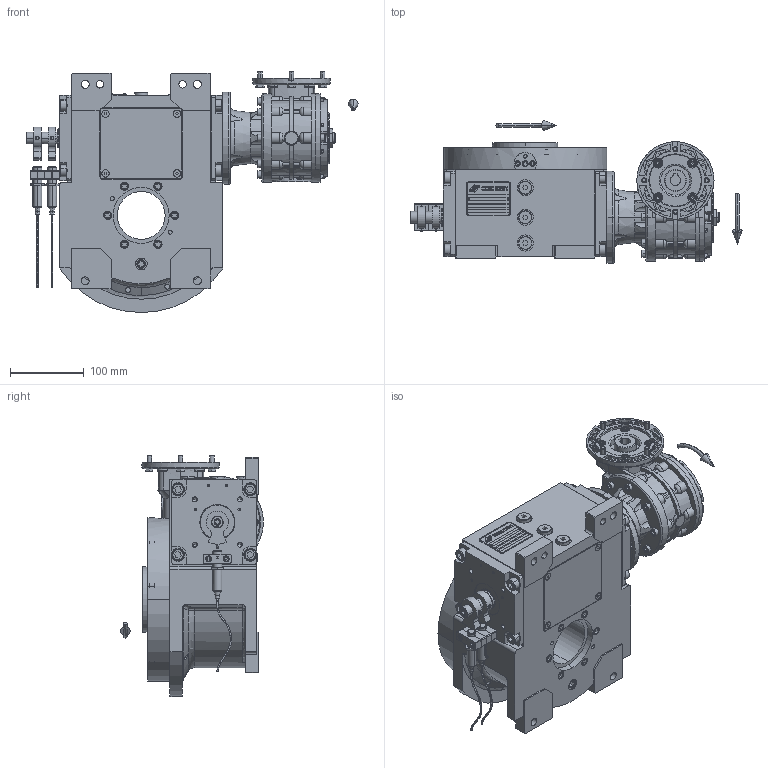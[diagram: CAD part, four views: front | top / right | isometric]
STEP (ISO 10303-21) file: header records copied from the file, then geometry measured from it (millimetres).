
FILE_DESCRIPTION (( 'STEP AP203' ), '1' );
FILE_NAME ('PC5201816.step', '2026-02-06T13:04:41', ( '' ), ( '' ), 'SwSTEP 2.0', 'SolidWorks 2020', '' );
FILE_SCHEMA (( 'CONFIG_CONTROL_DESIGN' ));
Length unit declared in the file: millimetre
Products named in the file (90): olio_agip_blasia_150; AS_rig06_004_s_001; CFN2010_01_012.stp; cfn2155_01_056; rig06_003_8_002; cfn2115_02_165; cfn2000_01_124; cfn2151_01_109; RMI50_F1_LCB_SX_71B14; CFN2400_04_003-1.stp; cfn2000_01_103; cfn2003_01_054; cfn2476_01_002_60x46; cfn2010_01_015.prt; rig06_001_a_s_003; cfn2128_19_002; cfn2000_01_161; cfn2002_01_008; CFN2000_01_185.stp; CFN2401_01_003.stp; cfn2151_01_170; rig06_007_master; AS_900_38_11_019; as_cfn2400_04_003.stp; cfn2107_01_001; rig06_016; 900_38_11_019; RIG06_021_AF0.stp; cfn2115_01_005; cfn2077_01_018; RIG06_005_ASM.stp; AS_rig06_004; AS_cfn2476_01_002_60x46; cfn2151_01_290; cfn2000_01_176; cfn2155_01_303; AS_cfn2401_01_003; 900_38_30_003; AS_rig06_17_s_007; AS_cfn2400_04_003 ...
Assembly tree (88 placements, depth 5):
  olio_agip_blasia_150
  CFN2010_01_012.stp
  cfn2115_02_165
  cfn2151_01_109
  rig06_007_master
Bounding box: 451 x 194 x 327.5 mm (x, y, z)
Volume: 3257430.3 mm3; surface area: 998400.2 mm2
Topology: 77 solids, 81 shells, 3787 faces, 9583 edges, 6123 vertices
Faces by surface type: plane 1737, cylinder 1283, cone 582, torus 151, bspline 28, sphere 6
Entity records: 131169 total; most frequent: CARTESIAN_POINT 35938, DIRECTION 18027, ORIENTED_EDGE 17722, EDGE_CURVE 8865, AXIS2_PLACEMENT_3D 6535, VERTEX_POINT 5730, VECTOR 4957, LINE 4957
